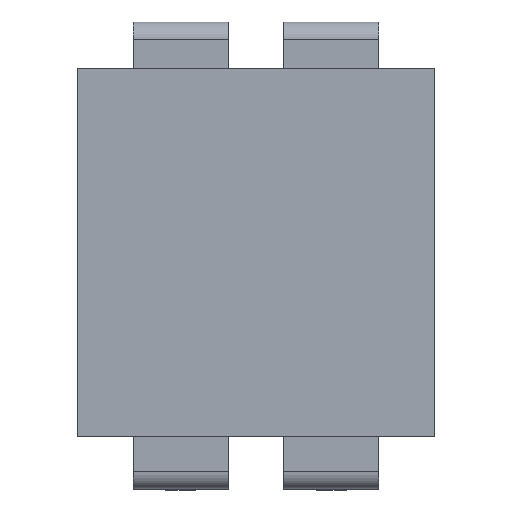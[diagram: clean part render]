
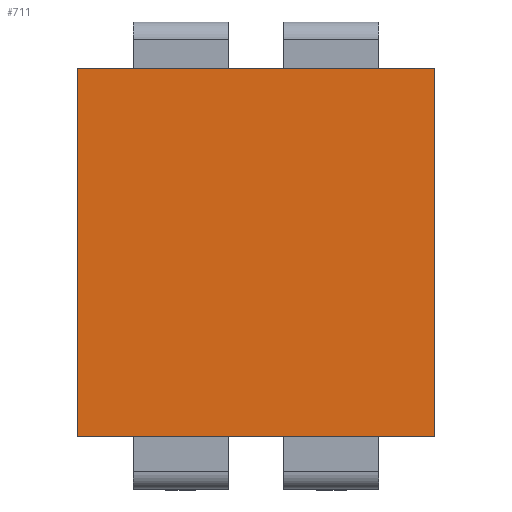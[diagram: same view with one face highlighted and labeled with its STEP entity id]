
A CAD part, top view. The second image highlights one B-rep face of the part: STEP entity #711.
In plain terms, the highlighted planar face has unit normal (0, 0, 1).
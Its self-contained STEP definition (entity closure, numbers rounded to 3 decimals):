
#711 = ADVANCED_FACE( '', ( #1428 ), #1429, .T. );
#1428 = FACE_OUTER_BOUND( '', #2209, .T. );
#1429 = PLANE( '', #2210 );
#2209 = EDGE_LOOP( '', ( #3859, #3860, #3861, #3862 ) );
#2210 = AXIS2_PLACEMENT_3D( '', #3863, #3864, #3865 );
#3859 = ORIENTED_EDGE( '', *, *, #5354, .T. );
#3860 = ORIENTED_EDGE( '', *, *, #5078, .T. );
#3861 = ORIENTED_EDGE( '', *, *, #5546, .T. );
#3862 = ORIENTED_EDGE( '', *, *, #5298, .T. );
#3863 = CARTESIAN_POINT( '', ( 0., 0., 0. ) );
#3864 = DIRECTION( '', ( 0., 0., 1. ) );
#3865 = DIRECTION( '', ( 1., 0., 0. ) );
#5078 = EDGE_CURVE( '', #6100, #6101, #6102, .T. );
#5298 = EDGE_CURVE( '', #6469, #6470, #6471, .T. );
#5354 = EDGE_CURVE( '', #6470, #6100, #6550, .T. );
#5546 = EDGE_CURVE( '', #6101, #6469, #6814, .T. );
#6100 = VERTEX_POINT( '', #7657 );
#6101 = VERTEX_POINT( '', #7658 );
#6102 = LINE( '', #7659, #7660 );
#6469 = VERTEX_POINT( '', #8193 );
#6470 = VERTEX_POINT( '', #8194 );
#6471 = LINE( '', #8195, #8196 );
#6550 = LINE( '', #8345, #8346 );
#6814 = LINE( '', #8817, #8818 );
#7657 = CARTESIAN_POINT( '', ( -3.01, -3.1, 0. ) );
#7658 = CARTESIAN_POINT( '', ( 3.01, -3.1, 0. ) );
#7659 = CARTESIAN_POINT( '', ( -3.01, -3.1, 0. ) );
#7660 = VECTOR( '', #9364, 1000. );
#8193 = CARTESIAN_POINT( '', ( 3.01, 3.1, 0. ) );
#8194 = CARTESIAN_POINT( '', ( -3.01, 3.1, 0. ) );
#8195 = CARTESIAN_POINT( '', ( 3.01, 3.1, 0. ) );
#8196 = VECTOR( '', #9568, 1000. );
#8345 = CARTESIAN_POINT( '', ( -3.01, 3.1, 0. ) );
#8346 = VECTOR( '', #9607, 1000. );
#8817 = CARTESIAN_POINT( '', ( 3.01, -3.1, 0. ) );
#8818 = VECTOR( '', #9776, 1000. );
#9364 = DIRECTION( '', ( 1., 0., 0. ) );
#9568 = DIRECTION( '', ( -1., 0., 0. ) );
#9607 = DIRECTION( '', ( 0., -1., 0. ) );
#9776 = DIRECTION( '', ( 0., 1., 0. ) );
